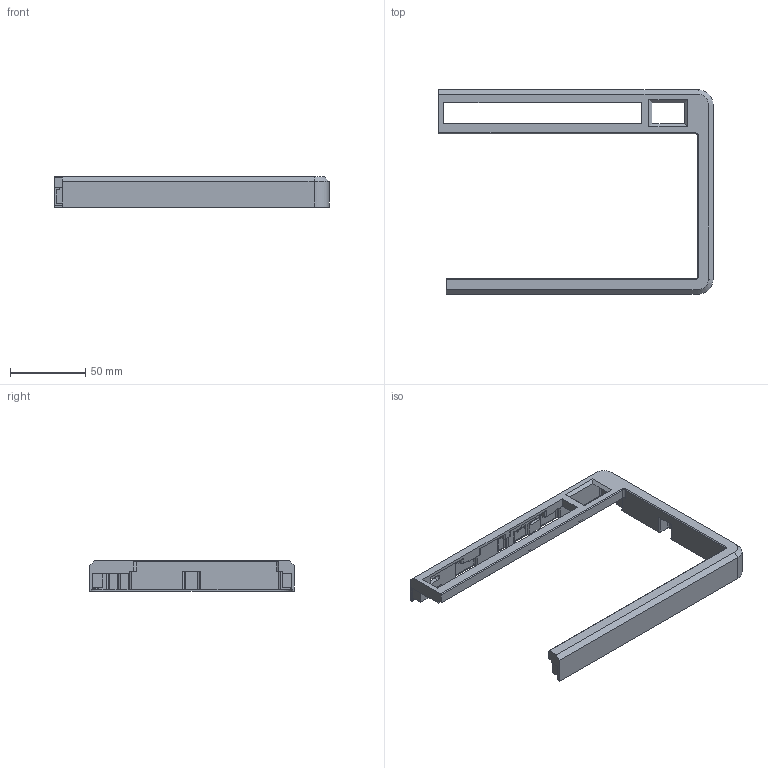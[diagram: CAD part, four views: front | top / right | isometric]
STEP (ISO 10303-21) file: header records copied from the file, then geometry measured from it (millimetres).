
FILE_DESCRIPTION(/* description */ (''),/* implementation_level */ '2;1');
FILE_NAME(/* name */ 'aloidia_case_right.step',/* time_stamp */ '2022-07-22T21:11:33+02:00',/* author */ (''),/* organization */ (''),/* preprocessor_version */ 'ST-DEVELOPER v19',/* originating_system */ 'Autodesk Translation Framework v11.7.0.108',/* authorisation */ '');
FILE_SCHEMA (('AUTOMOTIVE_DESIGN { 1 0 10303 214 3 1 1 }'));
Length unit declared in the file: millimetre
Products named in the file (1): Top Case Right
Bounding box: 182.07 x 135.66 x 20.1 mm (x, y, z)
Volume: 70076.7 mm3; surface area: 34970.9 mm2
Topology: 1 solids, 1 shells, 304 faces, 825 edges, 536 vertices
Faces by surface type: plane 177, cylinder 111, cone 16
Full cylindrical faces by diameter (mm): 4.1 x16
Entity records: 9617 total; most frequent: DIRECTION 1679, CARTESIAN_POINT 1666, ORIENTED_EDGE 1650, EDGE_CURVE 825, LINE 581, VECTOR 581, AXIS2_PLACEMENT_3D 549, VERTEX_POINT 536
